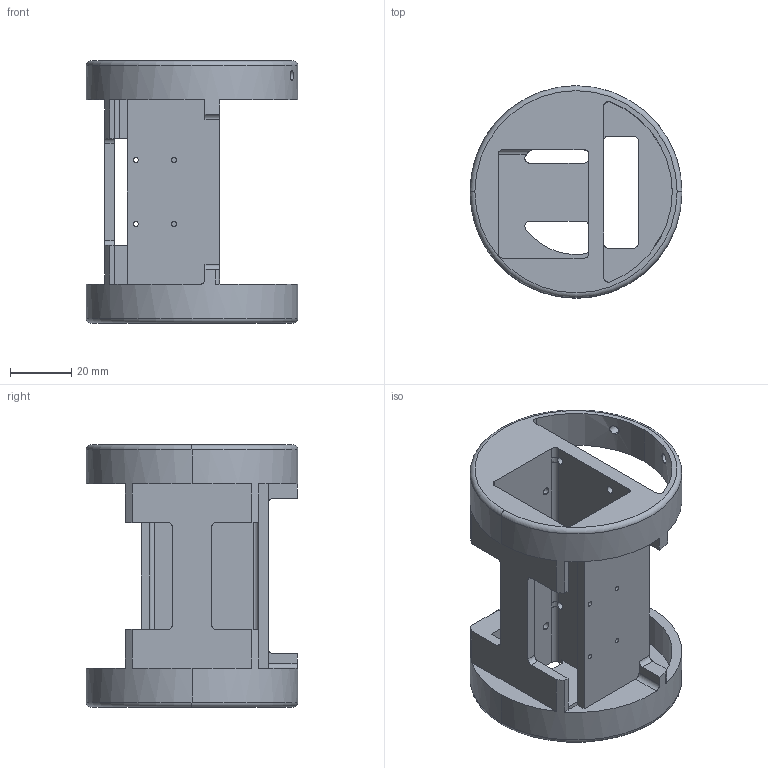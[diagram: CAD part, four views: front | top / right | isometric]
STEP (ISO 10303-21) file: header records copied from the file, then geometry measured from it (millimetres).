
FILE_DESCRIPTION (( 'STEP AP214' ), '1' );
FILE_NAME ('electronics_cage.STEP', '2024-04-11T09:00:42', ( '' ), ( '' ), 'SwSTEP 2.0', 'SolidWorks 2023', '' );
FILE_SCHEMA (( 'AUTOMOTIVE_DESIGN' ));
Length unit declared in the file: inch
Products named in the file (1): electronics_cage
Bounding box: 69.34 x 69.34 x 85.72 mm (x, y, z)
Volume: 73147.7 mm3; surface area: 35674.4 mm2
Topology: 1 solids, 1 shells, 117 faces, 364 edges, 240 vertices
Faces by surface type: cylinder 70, plane 41, torus 4, bspline 2
Entity records: 4528 total; most frequent: CARTESIAN_POINT 1079, DIRECTION 736, ORIENTED_EDGE 728, EDGE_CURVE 364, AXIS2_PLACEMENT_3D 269, VERTEX_POINT 240, VECTOR 198, LINE 198
